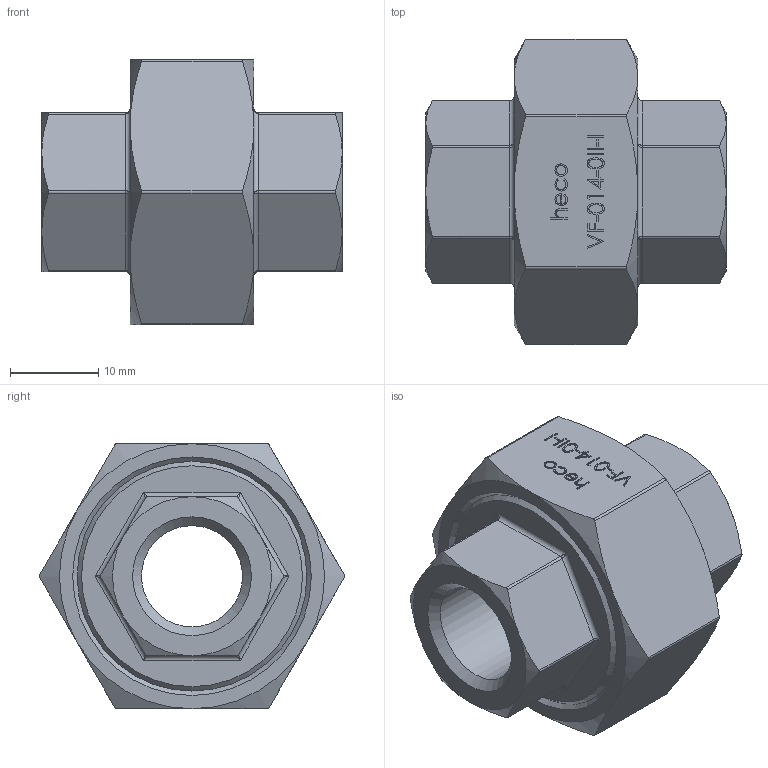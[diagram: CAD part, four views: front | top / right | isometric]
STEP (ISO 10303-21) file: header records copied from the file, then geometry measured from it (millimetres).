
FILE_DESCRIPTION (( 'STEP AP214' ), '1' );
FILE_NAME ('heco_VF-014-0II-I.STEP', '2016-07-07T07:20:21', ( '' ), ( '' ), 'SwSTEP 2.0', 'SolidWorks 2011', '' );
FILE_SCHEMA (( 'AUTOMOTIVE_DESIGN' ));
Length unit declared in the file: millimetre
Products named in the file (1): heco_VF-014-0II-I
Bounding box: 34 x 34.55 x 30.05 mm (x, y, z)
Volume: 11816.9 mm3; surface area: 5491.4 mm2
Topology: 1 solids, 1 shells, 253 faces, 615 edges, 381 vertices
Faces by surface type: plane 122, bspline 65, cylinder 36, cone 30
Full cylindrical faces by diameter (mm): 11.445 x2, 15.4 x1, 24 x1, 25.4 x1, 26 x1
Entity records: 12155 total; most frequent: CARTESIAN_POINT 5399, ORIENTED_EDGE 1178, DIRECTION 796, EDGE_CURVE 589, VERTEX_POINT 379, LINE 332, VECTOR 332, EDGE_LOOP 296
